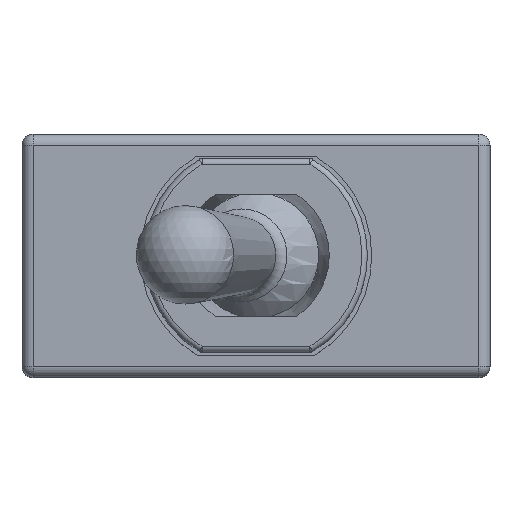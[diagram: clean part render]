
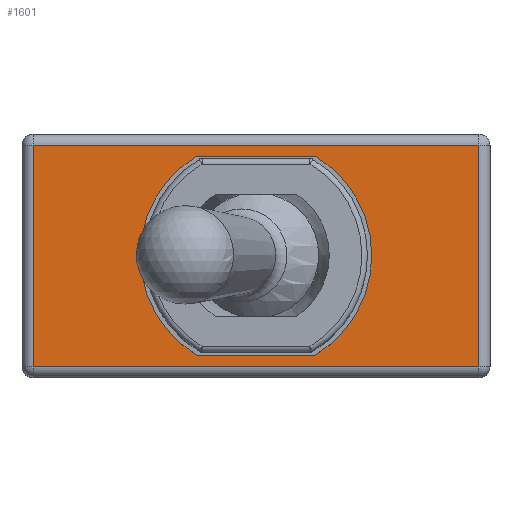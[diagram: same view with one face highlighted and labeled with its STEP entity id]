
A CAD part, top view. The second image highlights one B-rep face of the part: STEP entity #1601.
In plain terms, the highlighted planar face has unit normal (0, 0, 1).
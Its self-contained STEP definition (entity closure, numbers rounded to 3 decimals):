
#13=PLANE('',#1741);
#135=FACE_BOUND('',#532,.T.);
#155=LINE('',#2527,#288);
#156=LINE('',#2529,#289);
#157=LINE('',#2531,#290);
#158=LINE('',#2532,#291);
#159=LINE('',#2536,#292);
#160=LINE('',#2544,#293);
#288=VECTOR('',#1982,1000.);
#289=VECTOR('',#1983,1000.);
#290=VECTOR('',#1984,1000.);
#291=VECTOR('',#1985,1000.);
#292=VECTOR('',#1988,1000.);
#293=VECTOR('',#1995,1000.);
#426=FACE_OUTER_BOUND('',#531,.T.);
#531=EDGE_LOOP('',(#1147,#1148,#1149,#1150));
#532=EDGE_LOOP('',(#1151,#1152,#1153,#1154,#1155,#1156,#1157,#1158));
#645=CIRCLE('',#1739,3.14);
#647=CIRCLE('',#1742,0.15);
#648=CIRCLE('',#1743,0.15);
#649=CIRCLE('',#1744,3.14);
#650=CIRCLE('',#1745,0.15);
#651=CIRCLE('',#1746,0.15);
#751=VERTEX_POINT('',#2516);
#752=VERTEX_POINT('',#2517);
#755=VERTEX_POINT('',#2525);
#756=VERTEX_POINT('',#2526);
#757=VERTEX_POINT('',#2528);
#758=VERTEX_POINT('',#2530);
#759=VERTEX_POINT('',#2533);
#760=VERTEX_POINT('',#2535);
#761=VERTEX_POINT('',#2537);
#762=VERTEX_POINT('',#2539);
#763=VERTEX_POINT('',#2541);
#764=VERTEX_POINT('',#2543);
#899=EDGE_CURVE('',#751,#752,#645,.T.);
#903=EDGE_CURVE('',#755,#756,#155,.T.);
#904=EDGE_CURVE('',#756,#757,#156,.T.);
#905=EDGE_CURVE('',#757,#758,#157,.T.);
#906=EDGE_CURVE('',#758,#755,#158,.T.);
#907=EDGE_CURVE('',#751,#759,#647,.T.);
#908=EDGE_CURVE('',#760,#759,#159,.T.);
#909=EDGE_CURVE('',#760,#761,#648,.T.);
#910=EDGE_CURVE('',#762,#761,#649,.T.);
#911=EDGE_CURVE('',#762,#763,#650,.T.);
#912=EDGE_CURVE('',#764,#763,#160,.T.);
#913=EDGE_CURVE('',#764,#752,#651,.T.);
#1147=ORIENTED_EDGE('',*,*,#903,.T.);
#1148=ORIENTED_EDGE('',*,*,#904,.T.);
#1149=ORIENTED_EDGE('',*,*,#905,.T.);
#1150=ORIENTED_EDGE('',*,*,#906,.T.);
#1151=ORIENTED_EDGE('',*,*,#899,.F.);
#1152=ORIENTED_EDGE('',*,*,#907,.T.);
#1153=ORIENTED_EDGE('',*,*,#908,.F.);
#1154=ORIENTED_EDGE('',*,*,#909,.T.);
#1155=ORIENTED_EDGE('',*,*,#910,.F.);
#1156=ORIENTED_EDGE('',*,*,#911,.T.);
#1157=ORIENTED_EDGE('',*,*,#912,.F.);
#1158=ORIENTED_EDGE('',*,*,#913,.T.);
#1601=ADVANCED_FACE('',(#426,#135),#13,.T.);
#1739=AXIS2_PLACEMENT_3D('',#2518,#1974,#1975);
#1741=AXIS2_PLACEMENT_3D('',#2524,#1980,#1981);
#1742=AXIS2_PLACEMENT_3D('',#2534,#1986,#1987);
#1743=AXIS2_PLACEMENT_3D('',#2538,#1989,#1990);
#1744=AXIS2_PLACEMENT_3D('',#2540,#1991,#1992);
#1745=AXIS2_PLACEMENT_3D('',#2542,#1993,#1994);
#1746=AXIS2_PLACEMENT_3D('',#2545,#1996,#1997);
#1974=DIRECTION('center_axis',(0.,0.,1.));
#1975=DIRECTION('ref_axis',(1.,0.,0.));
#1980=DIRECTION('center_axis',(0.,0.,1.));
#1981=DIRECTION('ref_axis',(1.,0.,0.));
#1982=DIRECTION('',(0.,1.,0.));
#1983=DIRECTION('',(-1.,0.,0.));
#1984=DIRECTION('',(0.,-1.,0.));
#1985=DIRECTION('',(1.,0.,0.));
#1986=DIRECTION('center_axis',(0.,0.,-1.));
#1987=DIRECTION('ref_axis',(1.,0.,0.));
#1988=DIRECTION('',(1.,0.,0.));
#1989=DIRECTION('center_axis',(0.,0.,-1.));
#1990=DIRECTION('ref_axis',(1.,0.,0.));
#1991=DIRECTION('center_axis',(0.,0.,1.));
#1992=DIRECTION('ref_axis',(1.,0.,0.));
#1993=DIRECTION('center_axis',(0.,0.,-1.));
#1994=DIRECTION('ref_axis',(1.,0.,0.));
#1995=DIRECTION('',(-1.,0.,0.));
#1996=DIRECTION('center_axis',(0.,0.,-1.));
#1997=DIRECTION('ref_axis',(1.,0.,0.));
#2516=CARTESIAN_POINT('',(1.64,-2.678,0.));
#2517=CARTESIAN_POINT('',(1.64,2.678,0.));
#2518=CARTESIAN_POINT('Origin',(0.,0.,0.));
#2524=CARTESIAN_POINT('Origin',(0.,0.,0.));
#2525=CARTESIAN_POINT('',(6.05,-3.,0.));
#2526=CARTESIAN_POINT('',(6.05,3.,0.));
#2527=CARTESIAN_POINT('',(6.05,0.,0.));
#2528=CARTESIAN_POINT('',(-6.05,3.,0.));
#2529=CARTESIAN_POINT('',(0.,3.,0.));
#2530=CARTESIAN_POINT('',(-6.05,-3.,0.));
#2531=CARTESIAN_POINT('',(-6.05,0.,0.));
#2532=CARTESIAN_POINT('',(0.,-3.,0.));
#2533=CARTESIAN_POINT('',(1.561,-2.7,0.));
#2534=CARTESIAN_POINT('Origin',(1.561,-2.55,0.));
#2535=CARTESIAN_POINT('',(-1.561,-2.7,0.));
#2536=CARTESIAN_POINT('',(0.,-2.7,0.));
#2537=CARTESIAN_POINT('',(-1.64,-2.678,0.));
#2538=CARTESIAN_POINT('Origin',(-1.561,-2.55,0.));
#2539=CARTESIAN_POINT('',(-1.64,2.678,0.));
#2540=CARTESIAN_POINT('Origin',(0.,0.,0.));
#2541=CARTESIAN_POINT('',(-1.561,2.7,0.));
#2542=CARTESIAN_POINT('Origin',(-1.561,2.55,0.));
#2543=CARTESIAN_POINT('',(1.561,2.7,0.));
#2544=CARTESIAN_POINT('',(0.,2.7,0.));
#2545=CARTESIAN_POINT('Origin',(1.561,2.55,0.));
